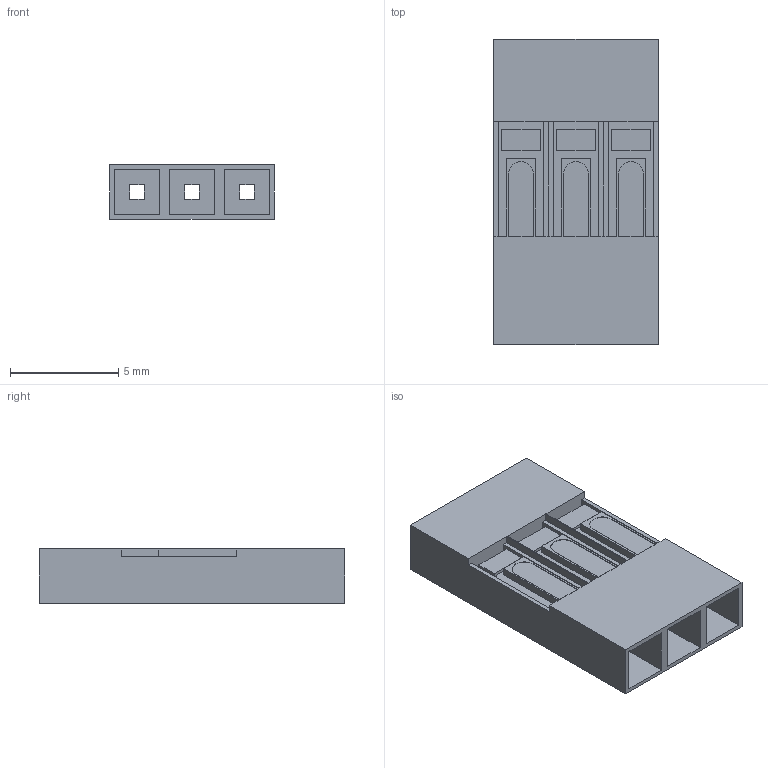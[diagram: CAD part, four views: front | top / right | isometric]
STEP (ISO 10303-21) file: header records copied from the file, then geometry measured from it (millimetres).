
FILE_DESCRIPTION (( 'STEP AP214' ), '1' );
FILE_NAME ('PWM Cable Connector F.step', '2018-12-19T16:42:35', ( '' ), ( '' ), 'SwSTEP 2.0', 'SolidWorks 2018', '' );
FILE_SCHEMA (( 'AUTOMOTIVE_DESIGN' ));
Length unit declared in the file: millimetre
Products named in the file (1): PWM Cable Connector F
Bounding box: 7.58 x 14.1 x 2.5 mm (x, y, z)
Volume: 160 mm3; surface area: 582.4 mm2
Topology: 1 solids, 1 shells, 115 faces, 336 edges, 224 vertices
Faces by surface type: plane 112, cylinder 3
Entity records: 3806 total; most frequent: CARTESIAN_POINT 676, ORIENTED_EDGE 672, DIRECTION 574, EDGE_CURVE 336, VECTOR 330, LINE 330, VERTEX_POINT 224, EDGE_LOOP 134
